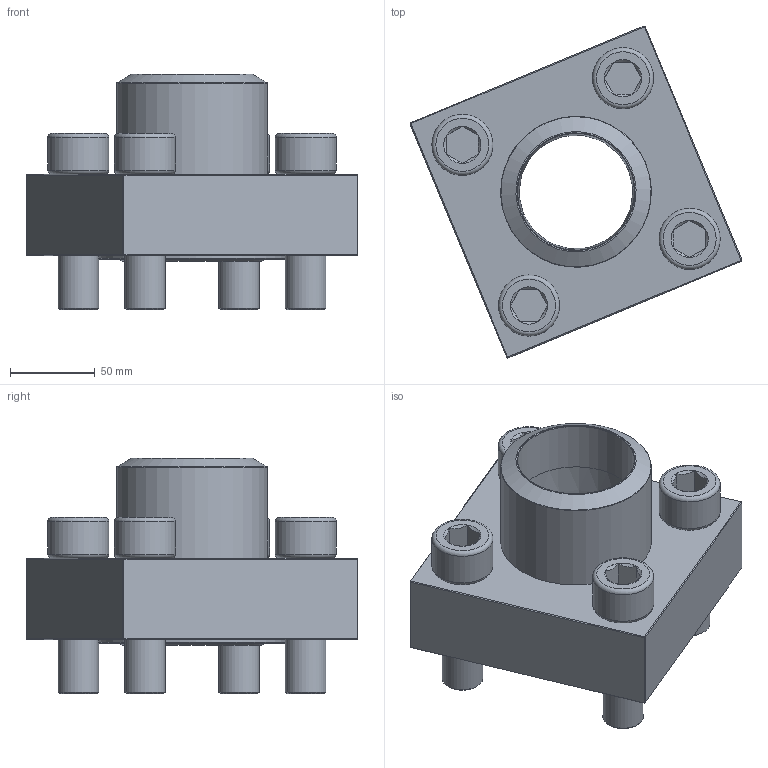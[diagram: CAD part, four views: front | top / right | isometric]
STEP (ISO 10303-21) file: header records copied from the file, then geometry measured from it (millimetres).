
FILE_DESCRIPTION(/* description */ (''),/* implementation_level */ '2;1');
FILE_NAME(/* name */ 'FA065-309.stp',/* time_stamp */ '2025-02-05T13:07:10+01:00',/* author */ (''),/* organization */ (''),/* preprocessor_version */ 'ST-DEVELOPER v16',/* originating_system */ 'SIEMENS PLM Software NX 10.0',/* authorisation */ '');
FILE_SCHEMA (('AUTOMOTIVE_DESIGN { 1 0 10303 214 3 1 1 1 }'));
Length unit declared in the file: millimetre
Products named in the file (4): AVIT-O; AVIT-FA; AVIT-S; FA
Assembly tree (6 placements, depth 2):
  FA
    AVIT-S  x4
    AVIT-FA
    AVIT-O
Bounding box: 195.63 x 195.63 x 139 mm (x, y, z)
Volume: 1189306.7 mm3; surface area: 168370.6 mm2
Topology: 6 solids, 6 shells, 145 faces, 274 edges, 151 vertices
Faces by surface type: plane 70, cone 41, cylinder 22, torus 12
Full cylindrical faces by diameter (mm): 21.939 x4, 24 x4, 25 x4, 36 x4, 67 x1, 68.9 x1, 75.57 x1, 87.296 x1, 88.9 x1, 110 x1
Entity records: 1895 total; most frequent: DIRECTION 330, CARTESIAN_POINT 311, ORIENTED_EDGE 230, AXIS2_PLACEMENT_3D 135, EDGE_LOOP 126, EDGE_CURVE 115, FACE_BOUND 89, VERTEX_POINT 80
